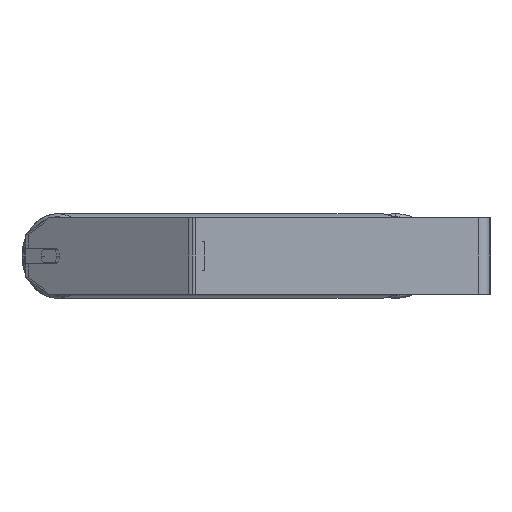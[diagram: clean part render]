
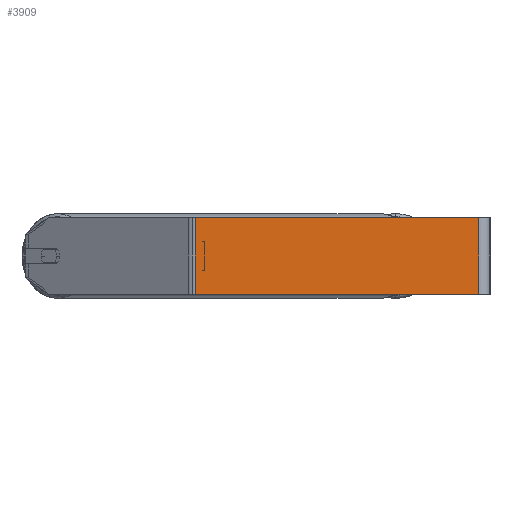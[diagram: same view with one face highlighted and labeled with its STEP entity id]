
A CAD part, left-side view. The second image highlights one B-rep face of the part: STEP entity #3909.
In plain terms, the highlighted planar face has unit normal (-1, 0, 0).
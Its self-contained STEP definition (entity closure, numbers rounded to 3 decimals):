
#5 = DIRECTION ( 'NONE',  ( 0., -1., 0. ) ) ;
#164 = VERTEX_POINT ( 'NONE', #1596 ) ;
#571 = ORIENTED_EDGE ( 'NONE', *, *, #628, .F. ) ;
#628 = EDGE_CURVE ( 'NONE', #5741, #164, #4411, .T. ) ;
#1053 = DIRECTION ( 'NONE',  ( 0., -1., 0. ) ) ;
#1239 = CARTESIAN_POINT ( 'NONE',  ( -945., 12., -40. ) ) ;
#1596 = CARTESIAN_POINT ( 'NONE',  ( -945., 12., 40. ) ) ;
#1807 = VECTOR ( 'NONE', #6145, 1000. ) ;
#2240 = CARTESIAN_POINT ( 'NONE',  ( -945., 313.008, 40. ) ) ;
#2334 = CARTESIAN_POINT ( 'NONE',  ( -945., 313.008, 40. ) ) ;
#2336 = EDGE_CURVE ( 'NONE', #164, #6152, #3965, .T. ) ;
#2779 = CARTESIAN_POINT ( 'NONE',  ( -945., 309.224, 40. ) ) ;
#2799 = VERTEX_POINT ( 'NONE', #8216 ) ;
#2986 = DIRECTION ( 'NONE',  ( 1., 0., 0. ) ) ;
#3185 = EDGE_LOOP ( 'NONE', ( #8624, #4040, #571, #4694 ) ) ;
#3732 = LINE ( 'NONE', #2779, #1807 ) ;
#3909 = ADVANCED_FACE ( 'NONE', ( #7553 ), #4270, .F. ) ;
#3965 = LINE ( 'NONE', #6672, #4431 ) ;
#3977 = LINE ( 'NONE', #6687, #5922 ) ;
#4040 = ORIENTED_EDGE ( 'NONE', *, *, #2336, .F. ) ;
#4270 = PLANE ( 'NONE',  #6444 ) ;
#4411 = LINE ( 'NONE', #2334, #5120 ) ;
#4431 = VECTOR ( 'NONE', #7911, 1000. ) ;
#4694 = ORIENTED_EDGE ( 'NONE', *, *, #7093, .T. ) ;
#4940 = DIRECTION ( 'NONE',  ( 0., 0., -1. ) ) ;
#5120 = VECTOR ( 'NONE', #1053, 1000. ) ;
#5741 = VERTEX_POINT ( 'NONE', #8420 ) ;
#5922 = VECTOR ( 'NONE', #5, 1000. ) ;
#6145 = DIRECTION ( 'NONE',  ( 0., 0., -1. ) ) ;
#6152 = VERTEX_POINT ( 'NONE', #1239 ) ;
#6444 = AXIS2_PLACEMENT_3D ( 'NONE', #2240, #2986, #4940 ) ;
#6672 = CARTESIAN_POINT ( 'NONE',  ( -945., 12., 40. ) ) ;
#6687 = CARTESIAN_POINT ( 'NONE',  ( -945., 313.008, -40. ) ) ;
#7093 = EDGE_CURVE ( 'NONE', #5741, #2799, #3732, .T. ) ;
#7553 = FACE_OUTER_BOUND ( 'NONE', #3185, .T. ) ;
#7911 = DIRECTION ( 'NONE',  ( 0., 0., -1. ) ) ;
#8173 = EDGE_CURVE ( 'NONE', #2799, #6152, #3977, .T. ) ;
#8216 = CARTESIAN_POINT ( 'NONE',  ( -945., 309.224, -40. ) ) ;
#8420 = CARTESIAN_POINT ( 'NONE',  ( -945., 309.224, 40. ) ) ;
#8624 = ORIENTED_EDGE ( 'NONE', *, *, #8173, .T. ) ;
